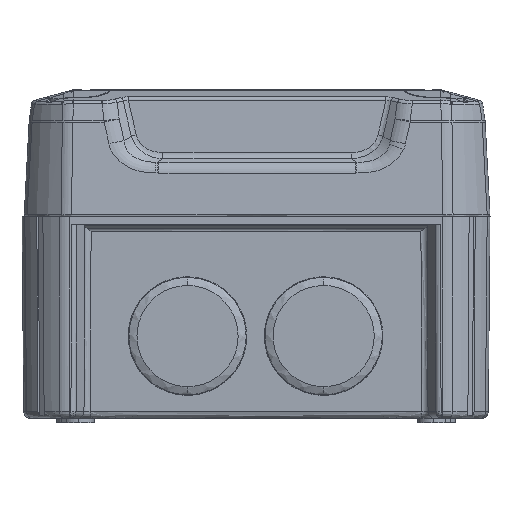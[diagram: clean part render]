
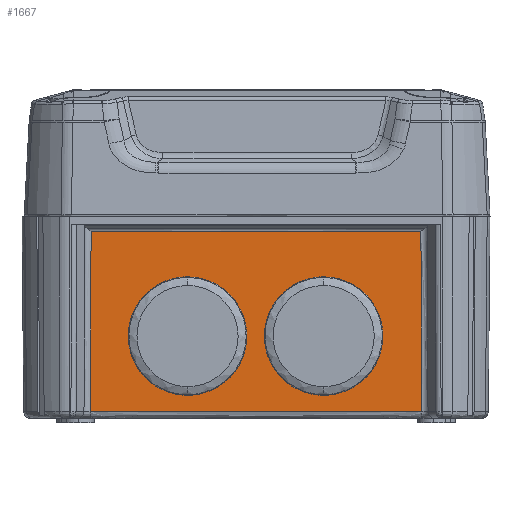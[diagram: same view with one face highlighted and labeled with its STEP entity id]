
A CAD part, left-side view. The second image highlights one B-rep face of the part: STEP entity #1667.
In plain terms, the highlighted planar face has unit normal (-1, 0, -0.009).
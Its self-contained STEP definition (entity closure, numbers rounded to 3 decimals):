
#101=FACE_BOUND('',#5837,.T.);
#102=FACE_BOUND('',#5838,.T.);
#1667=ADVANCED_FACE('',(#3729,#101,#102),#32279,.T.);
#3729=FACE_OUTER_BOUND('',#5836,.T.);
#5836=EDGE_LOOP('',(#14275,#14276,#14277,#14278));
#5837=EDGE_LOOP('',(#14279,#14280));
#5838=EDGE_LOOP('',(#14281,#14282));
#14275=ORIENTED_EDGE('',*,*,#21002,.T.);
#14276=ORIENTED_EDGE('',*,*,#21000,.T.);
#14277=ORIENTED_EDGE('',*,*,#21004,.T.);
#14278=ORIENTED_EDGE('',*,*,#21003,.F.);
#14279=ORIENTED_EDGE('',*,*,#19928,.T.);
#14280=ORIENTED_EDGE('',*,*,#19924,.T.);
#14281=ORIENTED_EDGE('',*,*,#19935,.T.);
#14282=ORIENTED_EDGE('',*,*,#19930,.T.);
#19924=EDGE_CURVE('',#29515,#29516,#23127,.T.);
#19928=EDGE_CURVE('',#29516,#29515,#23128,.T.);
#19930=EDGE_CURVE('',#29518,#29519,#25985,.T.);
#19935=EDGE_CURVE('',#29519,#29518,#25990,.T.);
#21000=EDGE_CURVE('',#30211,#30210,#26799,.T.);
#21002=EDGE_CURVE('',#30201,#30211,#26801,.T.);
#21003=EDGE_CURVE('',#30201,#30212,#26802,.T.);
#21004=EDGE_CURVE('',#30210,#30212,#26803,.T.);
#23127=(
BOUNDED_CURVE()
B_SPLINE_CURVE(2,(#124230,#124231,#124232,#124233,#124234),
 .UNSPECIFIED.,.F.,.F.)
B_SPLINE_CURVE_WITH_KNOTS((3,2,3),(0.,20.379,40.758),
 .UNSPECIFIED.)
CURVE()
GEOMETRIC_REPRESENTATION_ITEM()
RATIONAL_B_SPLINE_CURVE((1.,0.707,1.,0.707,1.))
REPRESENTATION_ITEM('')
);
#23128=(
BOUNDED_CURVE()
B_SPLINE_CURVE(2,(#124249,#124250,#124251,#124252,#124253),
 .UNSPECIFIED.,.F.,.F.)
B_SPLINE_CURVE_WITH_KNOTS((3,2,3),(0.,20.378,40.756),
 .UNSPECIFIED.)
CURVE()
GEOMETRIC_REPRESENTATION_ITEM()
RATIONAL_B_SPLINE_CURVE((1.,0.707,1.,0.707,1.))
REPRESENTATION_ITEM('')
);
#25985=B_SPLINE_CURVE_WITH_KNOTS('',3,(#124260,#124261,#124262,#124263,
#124264,#124265,#124266,#124267,#124268,#124269,#124270,#124271,#124272,
#124273,#124274,#124275,#124276),.UNSPECIFIED.,.F.,.F.,(4,1,1,1,1,1,1,1,
1,1,1,1,1,1,4),(0.,0.05,0.129,0.208,0.287,
0.366,0.446,0.525,0.604,0.683,
0.762,0.841,0.921,1.,1.),
 .UNSPECIFIED.);
#25990=B_SPLINE_CURVE_WITH_KNOTS('',3,(#124305,#124306,#124307,#124308,
#124309,#124310,#124311,#124312,#124313,#124314,#124315,#124316,#124317,
#124318,#124319,#124320,#124321,#124322,#124323),.UNSPECIFIED.,.F.,.F.,
(4,1,1,1,1,1,1,1,1,1,1,1,1,1,1,1,4),(0.,0.,0.003,
0.022,0.1,0.179,0.258,0.337,
0.416,0.495,0.575,0.654,0.733,
0.812,0.891,0.971,1.),.UNSPECIFIED.);
#26799=B_SPLINE_CURVE_WITH_KNOTS('',1,(#129009,#129010),.UNSPECIFIED.,.F.,
 .F.,(2,2),(-82.172,0.),.UNSPECIFIED.);
#26801=B_SPLINE_CURVE_WITH_KNOTS('',1,(#129015,#129016),.UNSPECIFIED.,.F.,
 .F.,(2,2),(0.,44.762),.UNSPECIFIED.);
#26802=B_SPLINE_CURVE_WITH_KNOTS('',3,(#129017,#129018,#129019,#129020),
 .UNSPECIFIED.,.F.,.F.,(4,4),(0.,82.619),.UNSPECIFIED.);
#26803=B_SPLINE_CURVE_WITH_KNOTS('',3,(#129021,#129022,#129023,#129024),
 .UNSPECIFIED.,.F.,.F.,(4,4),(0.,44.76),.UNSPECIFIED.);
#29515=VERTEX_POINT('',#121772);
#29516=VERTEX_POINT('',#121773);
#29518=VERTEX_POINT('',#121775);
#29519=VERTEX_POINT('',#121776);
#30201=VERTEX_POINT('',#122458);
#30210=VERTEX_POINT('',#122467);
#30211=VERTEX_POINT('',#122468);
#30212=VERTEX_POINT('',#122469);
#32279=PLANE('',#33494);
#33494=AXIS2_PLACEMENT_3D('',#117013,#33924,$);
#33924=DIRECTION('',(-1.,0.,-0.009));
#117013=CARTESIAN_POINT('',(-2.218,49.821,51.279));
#121772=CARTESIAN_POINT('',(-1.836,-16.966,7.528));
#121773=CARTESIAN_POINT('',(-2.063,-16.942,33.475));
#121775=CARTESIAN_POINT('',(-1.836,16.966,7.528));
#121776=CARTESIAN_POINT('',(-2.063,16.942,33.475));
#122458=CARTESIAN_POINT('',(-1.786,-41.309,1.791));
#122467=CARTESIAN_POINT('',(-2.177,41.086,46.551));
#122468=CARTESIAN_POINT('',(-2.177,-41.086,46.551));
#122469=CARTESIAN_POINT('',(-1.786,41.309,1.794));
#124230=CARTESIAN_POINT('',(-1.836,-16.966,7.528));
#124231=CARTESIAN_POINT('',(-1.836,-3.992,7.516));
#124232=CARTESIAN_POINT('',(-1.949,-3.98,20.489));
#124233=CARTESIAN_POINT('',(-2.063,-3.968,33.462));
#124234=CARTESIAN_POINT('',(-2.063,-16.942,33.475));
#124249=CARTESIAN_POINT('',(-2.063,-16.942,33.475));
#124250=CARTESIAN_POINT('',(-2.063,-29.914,33.486));
#124251=CARTESIAN_POINT('',(-1.95,-29.926,20.514));
#124252=CARTESIAN_POINT('',(-1.836,-29.939,7.541));
#124253=CARTESIAN_POINT('',(-1.836,-16.966,7.528));
#124260=CARTESIAN_POINT('',(-1.836,16.966,7.528));
#124261=CARTESIAN_POINT('',(-1.836,17.641,7.529));
#124262=CARTESIAN_POINT('',(-1.837,19.391,7.668));
#124263=CARTESIAN_POINT('',(-1.844,22.127,8.458));
#124264=CARTESIAN_POINT('',(-1.859,24.932,10.102));
#124265=CARTESIAN_POINT('',(-1.879,27.246,12.386));
#124266=CARTESIAN_POINT('',(-1.903,28.927,15.169));
#124267=CARTESIAN_POINT('',(-1.93,29.872,18.281));
#124268=CARTESIAN_POINT('',(-1.958,30.021,21.529));
#124269=CARTESIAN_POINT('',(-1.986,29.366,24.714));
#124270=CARTESIAN_POINT('',(-2.012,27.947,27.64));
#124271=CARTESIAN_POINT('',(-2.033,25.852,30.126));
#124272=CARTESIAN_POINT('',(-2.05,23.208,32.02));
#124273=CARTESIAN_POINT('',(-2.06,20.182,33.207));
#124274=CARTESIAN_POINT('',(-2.063,18.022,33.473));
#124275=CARTESIAN_POINT('',(-2.063,16.946,33.475));
#124276=CARTESIAN_POINT('',(-2.063,16.942,33.475));
#124305=CARTESIAN_POINT('',(-2.063,16.942,33.475));
#124306=CARTESIAN_POINT('',(-2.063,16.937,33.475));
#124307=CARTESIAN_POINT('',(-2.063,16.889,33.474));
#124308=CARTESIAN_POINT('',(-2.063,16.589,33.473));
#124309=CARTESIAN_POINT('',(-2.062,15.237,33.416));
#124310=CARTESIAN_POINT('',(-2.058,12.884,32.958));
#124311=CARTESIAN_POINT('',(-2.046,9.958,31.586));
#124312=CARTESIAN_POINT('',(-2.028,7.445,29.523));
#124313=CARTESIAN_POINT('',(-2.005,5.517,26.905));
#124314=CARTESIAN_POINT('',(-1.979,4.292,23.892));
#124315=CARTESIAN_POINT('',(-1.951,3.847,20.671));
#124316=CARTESIAN_POINT('',(-1.923,4.209,17.44));
#124317=CARTESIAN_POINT('',(-1.896,5.354,14.397));
#124318=CARTESIAN_POINT('',(-1.873,7.214,11.73));
#124319=CARTESIAN_POINT('',(-1.854,9.672,9.602));
#124320=CARTESIAN_POINT('',(-1.842,12.579,8.146));
#124321=CARTESIAN_POINT('',(-1.837,15.089,7.595));
#124322=CARTESIAN_POINT('',(-1.836,16.566,7.528));
#124323=CARTESIAN_POINT('',(-1.836,16.966,7.528));
#129009=CARTESIAN_POINT('',(-2.177,-41.086,46.551));
#129010=CARTESIAN_POINT('',(-2.177,41.086,46.551));
#129015=CARTESIAN_POINT('',(-1.786,-41.309,1.791));
#129016=CARTESIAN_POINT('',(-2.177,-41.086,46.551));
#129017=CARTESIAN_POINT('',(-1.786,-41.309,1.791));
#129018=CARTESIAN_POINT('',(-1.786,-13.77,1.792));
#129019=CARTESIAN_POINT('',(-1.786,13.77,1.793));
#129020=CARTESIAN_POINT('',(-1.786,41.309,1.794));
#129021=CARTESIAN_POINT('',(-2.177,41.086,46.551));
#129022=CARTESIAN_POINT('',(-2.047,41.161,31.632));
#129023=CARTESIAN_POINT('',(-1.916,41.235,16.713));
#129024=CARTESIAN_POINT('',(-1.786,41.309,1.794));
